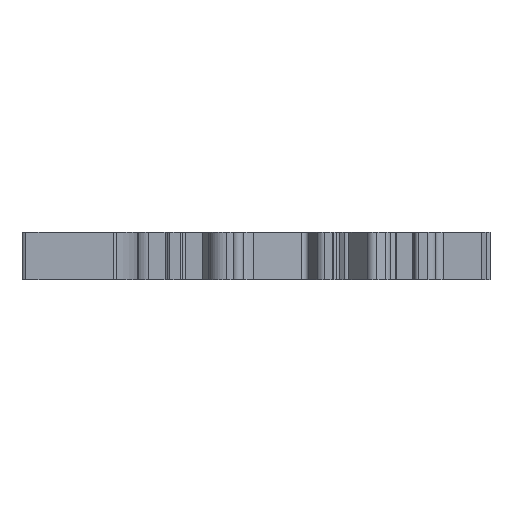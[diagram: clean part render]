
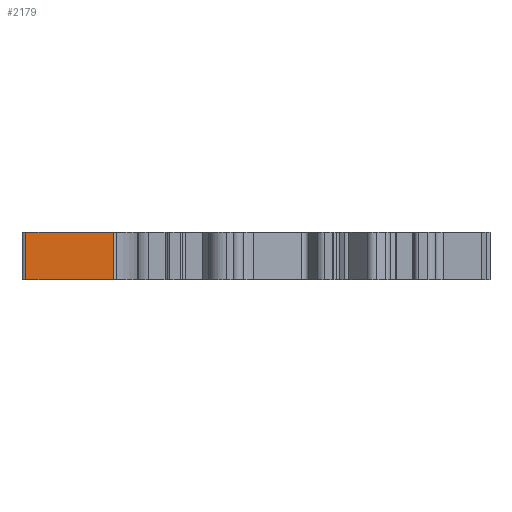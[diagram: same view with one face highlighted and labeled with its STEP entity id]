
A CAD part, front view. The second image highlights one B-rep face of the part: STEP entity #2179.
In plain terms, the highlighted planar face has unit normal (0, -1, 0).
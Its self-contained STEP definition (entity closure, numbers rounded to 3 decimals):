
#320=LINE('',#11168,#1240);
#469=LINE('',#11634,#1389);
#741=LINE('',#12396,#1662);
#742=LINE('',#12398,#1663);
#1240=VECTOR('',#8903,1.);
#1389=VECTOR('',#9224,1.);
#1662=VECTOR('',#9789,1.);
#1663=VECTOR('',#9792,1.);
#2179=ADVANCED_FACE('',(#2852),#2561,.F.);
#2561=PLANE('',#8412);
#2852=FACE_OUTER_BOUND('',#3259,.T.);
#3259=EDGE_LOOP('',(#4418,#4419,#4420,#4421));
#4418=ORIENTED_EDGE('',*,*,#6809,.T.);
#4419=ORIENTED_EDGE('',*,*,#7417,.F.);
#4420=ORIENTED_EDGE('',*,*,#7042,.F.);
#4421=ORIENTED_EDGE('',*,*,#7416,.T.);
#6011=VERTEX_POINT('',#11167);
#6012=VERTEX_POINT('',#11169);
#6242=VERTEX_POINT('',#11633);
#6243=VERTEX_POINT('',#11635);
#6809=EDGE_CURVE('',#6012,#6011,#320,.T.);
#7042=EDGE_CURVE('',#6242,#6243,#469,.T.);
#7416=EDGE_CURVE('',#6242,#6012,#741,.T.);
#7417=EDGE_CURVE('',#6243,#6011,#742,.T.);
#8412=AXIS2_PLACEMENT_3D('',#12399,#9793,#9794);
#8903=DIRECTION('',(1.,0.,0.));
#9224=DIRECTION('',(1.,0.,0.));
#9789=DIRECTION('',(0.,0.,-1.));
#9792=DIRECTION('',(0.,0.,-1.));
#9793=DIRECTION('',(0.,1.,0.));
#9794=DIRECTION('',(-1.,0.,0.));
#11167=CARTESIAN_POINT('',(-14.904,-59.493,0.));
#11168=CARTESIAN_POINT('',(-26.193,-59.493,0.));
#11169=CARTESIAN_POINT('',(-26.193,-59.493,0.));
#11633=CARTESIAN_POINT('',(-26.193,-59.493,6.09));
#11634=CARTESIAN_POINT('',(-26.193,-59.493,6.09));
#11635=CARTESIAN_POINT('',(-14.904,-59.493,6.09));
#12396=CARTESIAN_POINT('',(-26.193,-59.493,6.09));
#12398=CARTESIAN_POINT('',(-14.904,-59.493,0.8));
#12399=CARTESIAN_POINT('',(-26.193,-59.493,6.09));
